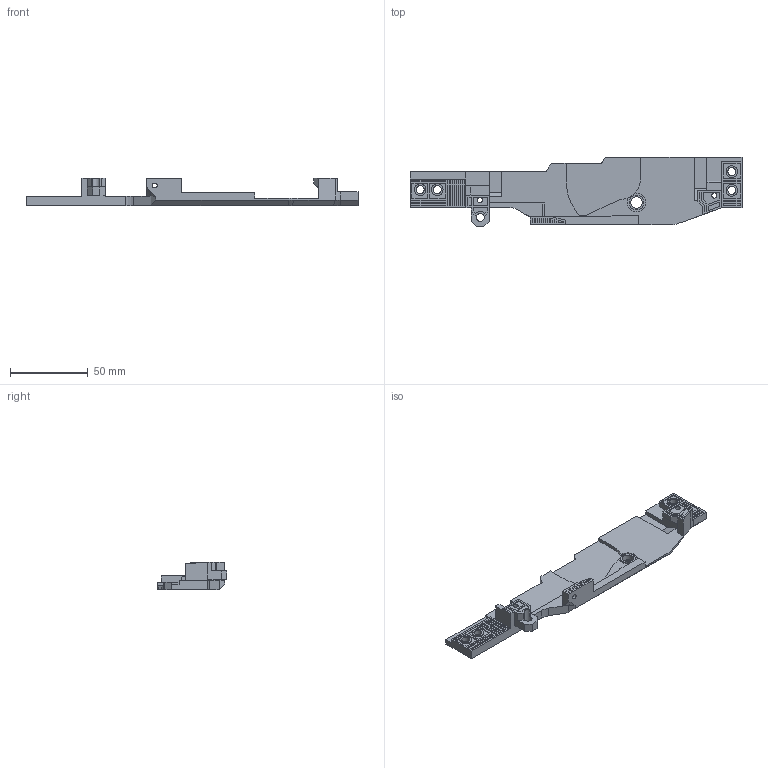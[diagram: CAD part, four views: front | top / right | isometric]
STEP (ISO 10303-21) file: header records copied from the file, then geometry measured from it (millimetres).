
FILE_DESCRIPTION(/* description */ (''),/* implementation_level */ '2;1');
FILE_NAME(/* name */ '15.1-receiver-right-flat.step',/* time_stamp */ '2022-05-04T14:20:19+01:00',/* author */ (''),/* organization */ (''),/* preprocessor_version */ 'ST-DEVELOPER v18.1',/* originating_system */ 'Autodesk Translation Framework v10.14.0.1471',/* authorisation */ '');
FILE_SCHEMA (('AUTOMOTIVE_DESIGN { 1 0 10303 214 3 1 1 }'));
Length unit declared in the file: millimetre
Products named in the file (1): 15.1-receiver-right-flat
Bounding box: 213 x 44.78 x 17.5 mm (x, y, z)
Volume: 36968.5 mm3; surface area: 21382.7 mm2
Topology: 1 solids, 1 shells, 326 faces, 833 edges, 547 vertices
Faces by surface type: plane 282, cylinder 34, cone 9, bspline 1
Full cylindrical faces by diameter (mm): 1.5 x1, 3.1 x1, 3.3 x4, 3.5 x1, 5.1 x1, 5.15 x4, 5.5 x1, 5.6 x1, 7.2 x1, 7.45 x4, 9.6 x1
Entity records: 9808 total; most frequent: CARTESIAN_POINT 1734, ORIENTED_EDGE 1666, DIRECTION 1571, EDGE_CURVE 833, LINE 741, VECTOR 741, VERTEX_POINT 547, AXIS2_PLACEMENT_3D 415
